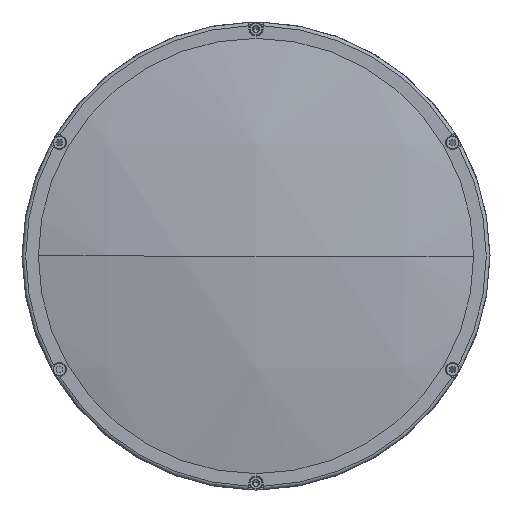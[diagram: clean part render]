
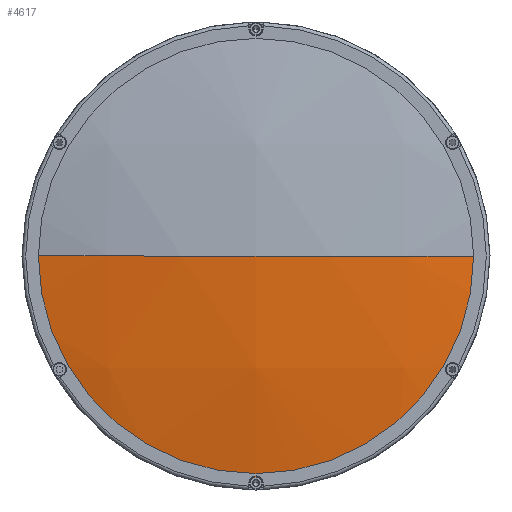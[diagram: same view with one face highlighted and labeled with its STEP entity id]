
A CAD part, left-side view. The second image highlights one B-rep face of the part: STEP entity #4617.
In plain terms, the highlighted spherical face has radius 434.72 mm.
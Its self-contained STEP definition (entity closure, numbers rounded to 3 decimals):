
#89 = DIRECTION ( 'NONE',  ( 0., 1., 0. ) ) ;
#217 = AXIS2_PLACEMENT_3D ( 'NONE', #1294, #3751, #6216 ) ;
#395 = DIRECTION ( 'NONE',  ( 0., -1., 0. ) ) ;
#603 = DIRECTION ( 'NONE',  ( 0., 1., 0. ) ) ;
#616 = EDGE_CURVE ( 'NONE', #6507, #663, #4476, .T. ) ;
#663 = VERTEX_POINT ( 'NONE', #997 ) ;
#997 = CARTESIAN_POINT ( 'NONE',  ( -411.593, -95., 0. ) ) ;
#1042 = DIRECTION ( 'NONE',  ( 0., 0., 1. ) ) ;
#1294 = CARTESIAN_POINT ( 'NONE',  ( -411.593, 0., 0. ) ) ;
#1302 = SPHERICAL_SURFACE ( 'NONE', #3177, 434.72 ) ;
#1614 = ORIENTED_EDGE ( 'NONE', *, *, #616, .T. ) ;
#1806 = AXIS2_PLACEMENT_3D ( 'NONE', #6048, #1042, #395 ) ;
#1902 = DIRECTION ( 'NONE',  ( 0., 0., -1. ) ) ;
#2095 = ORIENTED_EDGE ( 'NONE', *, *, #7408, .T. ) ;
#2455 = CIRCLE ( 'NONE', #1806, 434.72 ) ;
#3104 = CARTESIAN_POINT ( 'NONE',  ( -411.593, 95., 0. ) ) ;
#3177 = AXIS2_PLACEMENT_3D ( 'NONE', #4359, #6137, #603 ) ;
#3751 = DIRECTION ( 'NONE',  ( -1., 0., 0. ) ) ;
#4359 = CARTESIAN_POINT ( 'NONE',  ( 12.62, 0., 0. ) ) ;
#4450 = CARTESIAN_POINT ( 'NONE',  ( 12.62, 0., 0. ) ) ;
#4476 = CIRCLE ( 'NONE', #217, 95. ) ;
#4554 = CARTESIAN_POINT ( 'NONE',  ( -422.1, 0., 0. ) ) ;
#4617 = ADVANCED_FACE ( 'NONE', ( #4888 ), #1302, .T. ) ;
#4693 = EDGE_CURVE ( 'NONE', #6507, #5747, #2455, .T. ) ;
#4888 = FACE_OUTER_BOUND ( 'NONE', #7055, .T. ) ;
#5312 = ORIENTED_EDGE ( 'NONE', *, *, #4693, .F. ) ;
#5747 = VERTEX_POINT ( 'NONE', #4554 ) ;
#6048 = CARTESIAN_POINT ( 'NONE',  ( 12.62, 0., 0. ) ) ;
#6137 = DIRECTION ( 'NONE',  ( 0., 0., -1. ) ) ;
#6175 = CIRCLE ( 'NONE', #7461, 434.72 ) ;
#6216 = DIRECTION ( 'NONE',  ( 0., 0., 1. ) ) ;
#6507 = VERTEX_POINT ( 'NONE', #3104 ) ;
#7055 = EDGE_LOOP ( 'NONE', ( #1614, #2095, #5312 ) ) ;
#7408 = EDGE_CURVE ( 'NONE', #663, #5747, #6175, .T. ) ;
#7461 = AXIS2_PLACEMENT_3D ( 'NONE', #4450, #1902, #89 ) ;
